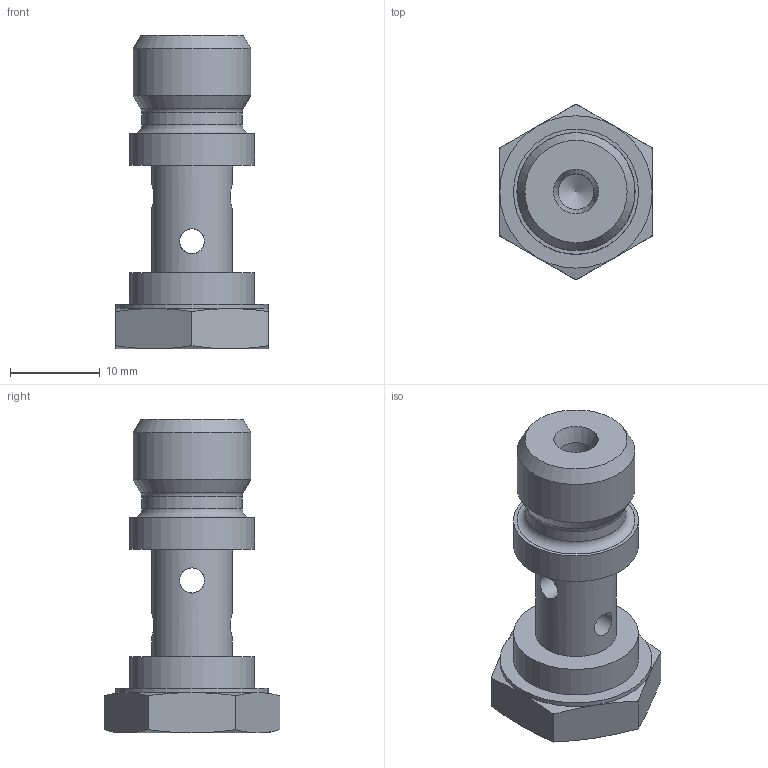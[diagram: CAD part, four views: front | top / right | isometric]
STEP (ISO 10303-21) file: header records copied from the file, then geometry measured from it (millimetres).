
FILE_DESCRIPTION((''),'2;1');
FILE_NAME('70910528.stp','2014-10-27T14:23:22',(''),('KNOMI spol. s r. o.'),'Autodesk Inventor 2012','Autodesk Inventor 2012','');
FILE_SCHEMA(('AUTOMOTIVE_DESIGN { 1 2 10303 214 0 1 1 1 }'));
Length unit declared in the file: millimetre
Products named in the file (1): Průtok.šr.Js05 D14-G1/4"(137991)
Bounding box: 17 x 19.63 x 35 mm (x, y, z)
Volume: 4028.9 mm3; surface area: 2397.3 mm2
Topology: 1 solids, 1 shells, 47 faces, 113 edges, 70 vertices
Faces by surface type: cone 22, plane 12, cylinder 11, torus 2
Full cylindrical faces by diameter (mm): 2.8 x4, 4 x1, 9 x1, 11.2 x1, 13.157 x1, 13.96 x2, 17 x1
Entity records: 1432 total; most frequent: CARTESIAN_POINT 530, DIRECTION 172, ORIENTED_EDGE 170, EDGE_CURVE 85, AXIS2_PLACEMENT_3D 83, EDGE_LOOP 76, VERTEX_POINT 61, FACE_OUTER_BOUND 47
